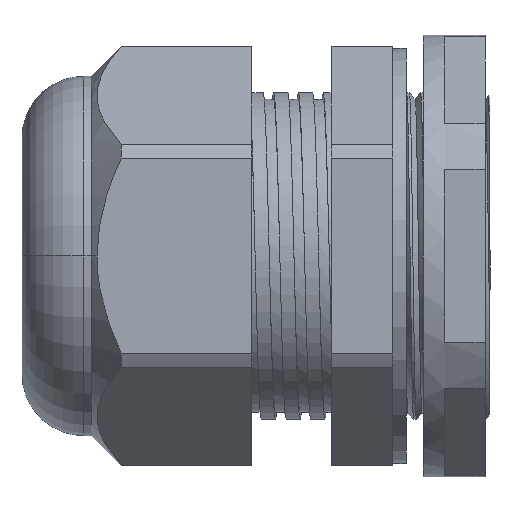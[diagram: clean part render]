
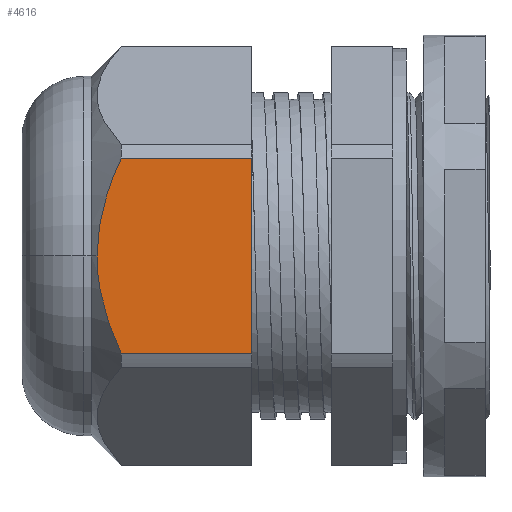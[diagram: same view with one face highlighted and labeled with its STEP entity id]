
A CAD part, left-side view. The second image highlights one B-rep face of the part: STEP entity #4616.
In plain terms, the highlighted planar face has unit normal (-1, 0, 0).
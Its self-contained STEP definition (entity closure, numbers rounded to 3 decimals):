
#303 = B_SPLINE_CURVE_WITH_KNOTS ( 'NONE', 3,
 ( #3092, #3036, #2976, #2971, #2966, #2957, #2947, #2945, #2939, #2935 ),
 .UNSPECIFIED., .F., .F.,
 ( 4, 2, 2, 2, 4 ),
 ( 0.014, 0.017, 0.019, 0.02, 0.026 ),
 .UNSPECIFIED. ) ;
#420 = ORIENTED_EDGE ( 'NONE', *, *, #1697, .T. ) ;
#564 = DIRECTION ( 'NONE',  ( 1., 0., 0. ) ) ;
#776 = CARTESIAN_POINT ( 'NONE',  ( -21., 32.487, 6.615 ) ) ;
#1035 = VERTEX_POINT ( 'NONE', #11157 ) ;
#1262 = CARTESIAN_POINT ( 'NONE',  ( -21., 30.75, -11.093 ) ) ;
#1315 = VERTEX_POINT ( 'NONE', #5616 ) ;
#1669 = CARTESIAN_POINT ( 'NONE',  ( -21., 32.035, 7.99 ) ) ;
#1697 = EDGE_CURVE ( 'NONE', #1315, #7196, #4817, .T. ) ;
#1777 = CARTESIAN_POINT ( 'NONE',  ( -21., 16., -11.093 ) ) ;
#2011 = EDGE_CURVE ( 'NONE', #9889, #1035, #303, .T. ) ;
#2158 = LINE ( 'NONE', #9072, #9297 ) ;
#2180 = VECTOR ( 'NONE', #9453, 1000. ) ;
#2329 = VERTEX_POINT ( 'NONE', #1777 ) ;
#2402 = VECTOR ( 'NONE', #4295, 1000. ) ;
#2536 = CARTESIAN_POINT ( 'NONE',  ( -21., 31.154, 10.228 ) ) ;
#2761 = DIRECTION ( 'NONE',  ( 0., 1., 0. ) ) ;
#2935 = CARTESIAN_POINT ( 'NONE',  ( -21., 33.5, 0. ) ) ;
#2939 = CARTESIAN_POINT ( 'NONE',  ( -21., 33.5, -1.943 ) ) ;
#2945 = CARTESIAN_POINT ( 'NONE',  ( -21., 33.228, -3.835 ) ) ;
#2947 = CARTESIAN_POINT ( 'NONE',  ( -21., 32.622, -6.151 ) ) ;
#2957 = CARTESIAN_POINT ( 'NONE',  ( -21., 32.488, -6.612 ) ) ;
#2966 = CARTESIAN_POINT ( 'NONE',  ( -21., 32.195, -7.529 ) ) ;
#2971 = CARTESIAN_POINT ( 'NONE',  ( -21., 32.037, -7.986 ) ) ;
#2976 = CARTESIAN_POINT ( 'NONE',  ( -21., 31.53, -9.344 ) ) ;
#3036 = CARTESIAN_POINT ( 'NONE',  ( -21., 31.155, -10.227 ) ) ;
#3092 = CARTESIAN_POINT ( 'NONE',  ( -21., 30.75, -11.093 ) ) ;
#4267 = LINE ( 'NONE', #10293, #2180 ) ;
#4295 = DIRECTION ( 'NONE',  ( 0., 1., 0. ) ) ;
#4352 = CARTESIAN_POINT ( 'NONE',  ( -21., -11., 11.093 ) ) ;
#4616 = ADVANCED_FACE ( 'NONE', ( #7045 ), #4966, .F. ) ;
#4817 = LINE ( 'NONE', #4352, #2402 ) ;
#4966 = PLANE ( 'NONE',  #5508 ) ;
#5135 = EDGE_CURVE ( 'NONE', #1035, #7196, #8999, .T. ) ;
#5164 = ORIENTED_EDGE ( 'NONE', *, *, #10104, .F. ) ;
#5508 = AXIS2_PLACEMENT_3D ( 'NONE', #5843, #564, #6733 ) ;
#5616 = CARTESIAN_POINT ( 'NONE',  ( -21., 16., 11.093 ) ) ;
#5671 = ORIENTED_EDGE ( 'NONE', *, *, #5135, .F. ) ;
#5843 = CARTESIAN_POINT ( 'NONE',  ( -21., -11., 0. ) ) ;
#6073 = CARTESIAN_POINT ( 'NONE',  ( -21., 32.622, 6.154 ) ) ;
#6309 = EDGE_CURVE ( 'NONE', #2329, #9889, #2158, .T. ) ;
#6733 = DIRECTION ( 'NONE',  ( 0., 0., -1. ) ) ;
#6916 = EDGE_LOOP ( 'NONE', ( #8886, #5164, #420, #5671, #7164 ) ) ;
#6984 = CARTESIAN_POINT ( 'NONE',  ( -21., 32.194, 7.532 ) ) ;
#7045 = FACE_OUTER_BOUND ( 'NONE', #6916, .T. ) ;
#7164 = ORIENTED_EDGE ( 'NONE', *, *, #2011, .F. ) ;
#7196 = VERTEX_POINT ( 'NONE', #9557 ) ;
#7869 = CARTESIAN_POINT ( 'NONE',  ( -21., 33.5, 1.942 ) ) ;
#7918 = CARTESIAN_POINT ( 'NONE',  ( -21., 31.529, 9.346 ) ) ;
#8827 = CARTESIAN_POINT ( 'NONE',  ( -21., 30.75, 11.093 ) ) ;
#8886 = ORIENTED_EDGE ( 'NONE', *, *, #6309, .F. ) ;
#8999 = B_SPLINE_CURVE_WITH_KNOTS ( 'NONE', 3,
 ( #10437, #7869, #11310, #6073, #776, #6984, #1669, #7918, #2536, #8827 ),
 .UNSPECIFIED., .F., .F.,
 ( 4, 2, 2, 2, 4 ),
 ( 0.026, 0.032, 0.033, 0.034, 0.037 ),
 .UNSPECIFIED. ) ;
#9072 = CARTESIAN_POINT ( 'NONE',  ( -21., -11., -11.093 ) ) ;
#9297 = VECTOR ( 'NONE', #2761, 1000. ) ;
#9453 = DIRECTION ( 'NONE',  ( 0., 0., -1. ) ) ;
#9557 = CARTESIAN_POINT ( 'NONE',  ( -21., 30.75, 11.093 ) ) ;
#9889 = VERTEX_POINT ( 'NONE', #1262 ) ;
#10104 = EDGE_CURVE ( 'NONE', #1315, #2329, #4267, .T. ) ;
#10293 = CARTESIAN_POINT ( 'NONE',  ( -21., 16., 0. ) ) ;
#10437 = CARTESIAN_POINT ( 'NONE',  ( -21., 33.5, 0. ) ) ;
#11157 = CARTESIAN_POINT ( 'NONE',  ( -21., 33.5, 0. ) ) ;
#11310 = CARTESIAN_POINT ( 'NONE',  ( -21., 33.228, 3.837 ) ) ;
